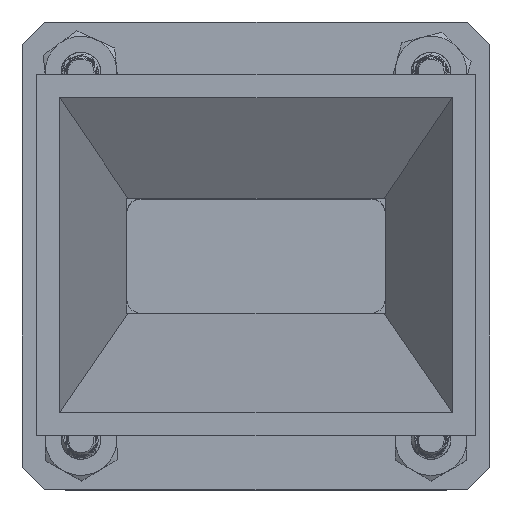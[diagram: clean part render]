
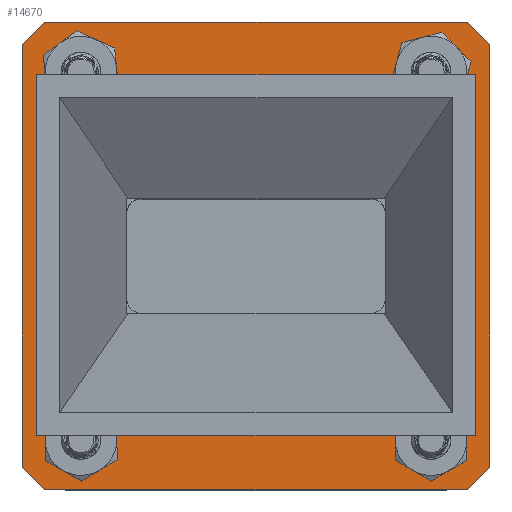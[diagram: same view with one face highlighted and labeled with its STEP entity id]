
A CAD part, top view. The second image highlights one B-rep face of the part: STEP entity #14670.
In plain terms, the highlighted planar face has unit normal (0, 0, 1).
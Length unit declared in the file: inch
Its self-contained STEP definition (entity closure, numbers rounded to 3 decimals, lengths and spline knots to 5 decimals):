
#58 = DIRECTION ( 'NONE',  ( 0.707, -0.707, 0. ) ) ;
#114 = VECTOR ( 'NONE', #13463, 39.37008 ) ;
#200 = DIRECTION ( 'NONE',  ( 0., 0., -1. ) ) ;
#301 = ORIENTED_EDGE ( 'NONE', *, *, #15660, .T. ) ;
#343 = VERTEX_POINT ( 'NONE', #7824 ) ;
#409 = CARTESIAN_POINT ( 'NONE',  ( 0.81496, 0.73622, 1.5748 ) ) ;
#417 = LINE ( 'NONE', #6798, #10803 ) ;
#571 = DIRECTION ( 'NONE',  ( 0., 0., -1. ) ) ;
#869 = FACE_BOUND ( 'NONE', #11907, .T. ) ;
#1075 = CARTESIAN_POINT ( 'NONE',  ( -0.35748, -0.60748, 1.5748 ) ) ;
#1130 = CARTESIAN_POINT ( 'NONE',  ( 0.55551, -0.60984, 1.5748 ) ) ;
#1155 = DIRECTION ( 'NONE',  ( -1., 0., 0. ) ) ;
#1465 = LINE ( 'NONE', #409, #3503 ) ;
#1668 = EDGE_CURVE ( 'NONE', #14961, #2911, #4853, .T. ) ;
#1704 = DIRECTION ( 'NONE',  ( -0.707, 0.707, 0. ) ) ;
#1905 = VERTEX_POINT ( 'NONE', #15815 ) ;
#2102 = CARTESIAN_POINT ( 'NONE',  ( -0.29843, 0.60748, 1.5748 ) ) ;
#2142 = EDGE_LOOP ( 'NONE', ( #6960 ) ) ;
#2199 = VERTEX_POINT ( 'NONE', #11037 ) ;
#2259 = FACE_OUTER_BOUND ( 'NONE', #2997, .T. ) ;
#2357 = VERTEX_POINT ( 'NONE', #4892 ) ;
#2436 = ORIENTED_EDGE ( 'NONE', *, *, #12782, .F. ) ;
#2457 = CARTESIAN_POINT ( 'NONE',  ( 0.64016, -0.60984, 1.5748 ) ) ;
#2572 = ORIENTED_EDGE ( 'NONE', *, *, #12183, .T. ) ;
#2593 = VECTOR ( 'NONE', #1155, 39.37008 ) ;
#2654 = EDGE_CURVE ( 'NONE', #2199, #2199, #12983, .T. ) ;
#2811 = VERTEX_POINT ( 'NONE', #15253 ) ;
#2911 = VERTEX_POINT ( 'NONE', #15734 ) ;
#2997 = EDGE_LOOP ( 'NONE', ( #12976, #9320, #9906, #10605, #2436, #2572, #12097, #5593 ) ) ;
#3014 = EDGE_LOOP ( 'NONE', ( #13151 ) ) ;
#3184 = EDGE_CURVE ( 'NONE', #2911, #8373, #7379, .T. ) ;
#3261 = DIRECTION ( 'NONE',  ( 0., 0., -1. ) ) ;
#3265 = VECTOR ( 'NONE', #7818, 39.37008 ) ;
#3503 = VECTOR ( 'NONE', #1704, 39.37008 ) ;
#3505 = CARTESIAN_POINT ( 'NONE',  ( -0.7248, -0.60984, 1.5748 ) ) ;
#3594 = VERTEX_POINT ( 'NONE', #1130 ) ;
#3638 = LINE ( 'NONE', #8465, #114 ) ;
#3662 = CARTESIAN_POINT ( 'NONE',  ( -0.35748, 0.60748, 1.5748 ) ) ;
#3848 = CIRCLE ( 'NONE', #8281, 0.08465 ) ;
#3901 = ORIENTED_EDGE ( 'NONE', *, *, #4949, .T. ) ;
#3981 = LINE ( 'NONE', #10370, #3265 ) ;
#4013 = VECTOR ( 'NONE', #58, 39.37008 ) ;
#4631 = DIRECTION ( 'NONE',  ( 0., 0., -1. ) ) ;
#4655 = DIRECTION ( 'NONE',  ( -1., 0., 0. ) ) ;
#4853 = LINE ( 'NONE', #6163, #11411 ) ;
#4892 = CARTESIAN_POINT ( 'NONE',  ( -0.7248, 0.60984, 1.5748 ) ) ;
#4949 = EDGE_CURVE ( 'NONE', #16037, #16037, #12312, .T. ) ;
#5056 = DIRECTION ( 'NONE',  ( 0., 0., -1. ) ) ;
#5097 = VECTOR ( 'NONE', #6830, 39.37008 ) ;
#5307 = ORIENTED_EDGE ( 'NONE', *, *, #1668, .T. ) ;
#5316 = AXIS2_PLACEMENT_3D ( 'NONE', #8228, #4631, #14396 ) ;
#5500 = LINE ( 'NONE', #11721, #10560 ) ;
#5593 = ORIENTED_EDGE ( 'NONE', *, *, #16008, .T. ) ;
#5604 = EDGE_CURVE ( 'NONE', #14082, #13332, #417, .T. ) ;
#5776 = EDGE_CURVE ( 'NONE', #14082, #343, #7500, .T. ) ;
#5810 = DIRECTION ( 'NONE',  ( 0., 1., 0. ) ) ;
#6135 = CARTESIAN_POINT ( 'NONE',  ( -0.73622, 0.81496, 1.5748 ) ) ;
#6163 = CARTESIAN_POINT ( 'NONE',  ( 0.35748, -0.81496, 1.5748 ) ) ;
#6342 = EDGE_CURVE ( 'NONE', #11498, #1905, #3638, .T. ) ;
#6348 = VERTEX_POINT ( 'NONE', #12557 ) ;
#6798 = CARTESIAN_POINT ( 'NONE',  ( -0.81496, 0.54843, 1.5748 ) ) ;
#6830 = DIRECTION ( 'NONE',  ( -1., 0., 0. ) ) ;
#6960 = ORIENTED_EDGE ( 'NONE', *, *, #8632, .T. ) ;
#7092 = DIRECTION ( 'NONE',  ( 1., 0., 0. ) ) ;
#7253 = PLANE ( 'NONE',  #5316 ) ;
#7323 = CARTESIAN_POINT ( 'NONE',  ( 0.81496, 0.73622, 1.5748 ) ) ;
#7371 = LINE ( 'NONE', #6135, #12395 ) ;
#7379 = LINE ( 'NONE', #12369, #2593 ) ;
#7483 = DIRECTION ( 'NONE',  ( -1., 0., 0. ) ) ;
#7500 = LINE ( 'NONE', #8425, #4013 ) ;
#7818 = DIRECTION ( 'NONE',  ( 0.707, 0.707, 0. ) ) ;
#7824 = CARTESIAN_POINT ( 'NONE',  ( -0.73622, -0.81496, 1.5748 ) ) ;
#8121 = EDGE_LOOP ( 'NONE', ( #9790 ) ) ;
#8228 = CARTESIAN_POINT ( 'NONE',  ( -0.29843, -0.81496, 1.5748 ) ) ;
#8281 = AXIS2_PLACEMENT_3D ( 'NONE', #2457, #571, #15638 ) ;
#8373 = VERTEX_POINT ( 'NONE', #1075 ) ;
#8425 = CARTESIAN_POINT ( 'NONE',  ( -0.81496, -0.73622, 1.5748 ) ) ;
#8452 = CARTESIAN_POINT ( 'NONE',  ( -0.73622, 0.81496, 1.5748 ) ) ;
#8465 = CARTESIAN_POINT ( 'NONE',  ( 0.81496, -0.81496, 1.5748 ) ) ;
#8632 = EDGE_CURVE ( 'NONE', #3594, #3594, #3848, .T. ) ;
#8856 = EDGE_CURVE ( 'NONE', #2357, #2357, #11141, .T. ) ;
#8940 = DIRECTION ( 'NONE',  ( 0., -1., 0. ) ) ;
#9092 = CARTESIAN_POINT ( 'NONE',  ( -0.81496, 0.73622, 1.5748 ) ) ;
#9247 = VECTOR ( 'NONE', #5810, 39.37008 ) ;
#9258 = ORIENTED_EDGE ( 'NONE', *, *, #11284, .T. ) ;
#9318 = AXIS2_PLACEMENT_3D ( 'NONE', #11406, #200, #7483 ) ;
#9320 = ORIENTED_EDGE ( 'NONE', *, *, #15862, .T. ) ;
#9380 = FACE_BOUND ( 'NONE', #2142, .T. ) ;
#9456 = EDGE_LOOP ( 'NONE', ( #3901 ) ) ;
#9477 = CARTESIAN_POINT ( 'NONE',  ( -0.64016, 0.60984, 1.5748 ) ) ;
#9495 = CARTESIAN_POINT ( 'NONE',  ( -0.35748, -0.81496, 1.5748 ) ) ;
#9790 = ORIENTED_EDGE ( 'NONE', *, *, #8856, .T. ) ;
#9906 = ORIENTED_EDGE ( 'NONE', *, *, #5604, .F. ) ;
#10164 = DIRECTION ( 'NONE',  ( 1., 0., 0. ) ) ;
#10370 = CARTESIAN_POINT ( 'NONE',  ( 0.81496, -0.73622, 1.5748 ) ) ;
#10560 = VECTOR ( 'NONE', #10164, 39.37008 ) ;
#10605 = ORIENTED_EDGE ( 'NONE', *, *, #5776, .T. ) ;
#10803 = VECTOR ( 'NONE', #15644, 39.37008 ) ;
#11021 = LINE ( 'NONE', #2102, #13584 ) ;
#11037 = CARTESIAN_POINT ( 'NONE',  ( 0.55551, 0.60984, 1.5748 ) ) ;
#11043 = DIRECTION ( 'NONE',  ( -1., 0., 0. ) ) ;
#11136 = DIRECTION ( 'NONE',  ( -0.707, -0.707, 0. ) ) ;
#11141 = CIRCLE ( 'NONE', #13237, 0.08465 ) ;
#11284 = EDGE_CURVE ( 'NONE', #11972, #14961, #11021, .T. ) ;
#11406 = CARTESIAN_POINT ( 'NONE',  ( 0.64016, 0.60984, 1.5748 ) ) ;
#11411 = VECTOR ( 'NONE', #8940, 39.37008 ) ;
#11498 = VERTEX_POINT ( 'NONE', #7323 ) ;
#11721 = CARTESIAN_POINT ( 'NONE',  ( 0.29843, 0.81496, 1.5748 ) ) ;
#11907 = EDGE_LOOP ( 'NONE', ( #5307, #13950, #301, #9258 ) ) ;
#11972 = VERTEX_POINT ( 'NONE', #3662 ) ;
#12097 = ORIENTED_EDGE ( 'NONE', *, *, #6342, .F. ) ;
#12183 = EDGE_CURVE ( 'NONE', #6348, #1905, #3981, .T. ) ;
#12312 = CIRCLE ( 'NONE', #14421, 0.08465 ) ;
#12369 = CARTESIAN_POINT ( 'NONE',  ( -0.29843, -0.60748, 1.5748 ) ) ;
#12395 = VECTOR ( 'NONE', #11136, 39.37008 ) ;
#12557 = CARTESIAN_POINT ( 'NONE',  ( 0.73622, -0.81496, 1.5748 ) ) ;
#12782 = EDGE_CURVE ( 'NONE', #6348, #343, #13050, .T. ) ;
#12889 = CARTESIAN_POINT ( 'NONE',  ( 0.35748, 0.60748, 1.5748 ) ) ;
#12976 = ORIENTED_EDGE ( 'NONE', *, *, #15401, .F. ) ;
#12983 = CIRCLE ( 'NONE', #9318, 0.08465 ) ;
#13050 = LINE ( 'NONE', #13131, #5097 ) ;
#13131 = CARTESIAN_POINT ( 'NONE',  ( -0.29843, -0.81496, 1.5748 ) ) ;
#13151 = ORIENTED_EDGE ( 'NONE', *, *, #2654, .T. ) ;
#13232 = FACE_BOUND ( 'NONE', #3014, .T. ) ;
#13237 = AXIS2_PLACEMENT_3D ( 'NONE', #9477, #3261, #4655 ) ;
#13314 = FACE_BOUND ( 'NONE', #9456, .T. ) ;
#13332 = VERTEX_POINT ( 'NONE', #9092 ) ;
#13463 = DIRECTION ( 'NONE',  ( 0., -1., 0. ) ) ;
#13584 = VECTOR ( 'NONE', #7092, 39.37008 ) ;
#13950 = ORIENTED_EDGE ( 'NONE', *, *, #3184, .T. ) ;
#14082 = VERTEX_POINT ( 'NONE', #15431 ) ;
#14396 = DIRECTION ( 'NONE',  ( -1., 0., 0. ) ) ;
#14421 = AXIS2_PLACEMENT_3D ( 'NONE', #15136, #5056, #11043 ) ;
#14670 = ADVANCED_FACE ( 'NONE', ( #869, #13232, #13314, #15851, #9380, #2259 ), #7253, .F. ) ;
#14961 = VERTEX_POINT ( 'NONE', #12889 ) ;
#15108 = VERTEX_POINT ( 'NONE', #8452 ) ;
#15136 = CARTESIAN_POINT ( 'NONE',  ( -0.64016, -0.60984, 1.5748 ) ) ;
#15253 = CARTESIAN_POINT ( 'NONE',  ( 0.73622, 0.81496, 1.5748 ) ) ;
#15401 = EDGE_CURVE ( 'NONE', #15108, #2811, #5500, .T. ) ;
#15431 = CARTESIAN_POINT ( 'NONE',  ( -0.81496, -0.73622, 1.5748 ) ) ;
#15638 = DIRECTION ( 'NONE',  ( -1., 0., 0. ) ) ;
#15644 = DIRECTION ( 'NONE',  ( 0., 1., 0. ) ) ;
#15660 = EDGE_CURVE ( 'NONE', #8373, #11972, #15727, .T. ) ;
#15727 = LINE ( 'NONE', #9495, #9247 ) ;
#15734 = CARTESIAN_POINT ( 'NONE',  ( 0.35748, -0.60748, 1.5748 ) ) ;
#15815 = CARTESIAN_POINT ( 'NONE',  ( 0.81496, -0.73622, 1.5748 ) ) ;
#15851 = FACE_BOUND ( 'NONE', #8121, .T. ) ;
#15862 = EDGE_CURVE ( 'NONE', #15108, #13332, #7371, .T. ) ;
#16008 = EDGE_CURVE ( 'NONE', #11498, #2811, #1465, .T. ) ;
#16037 = VERTEX_POINT ( 'NONE', #3505 ) ;
